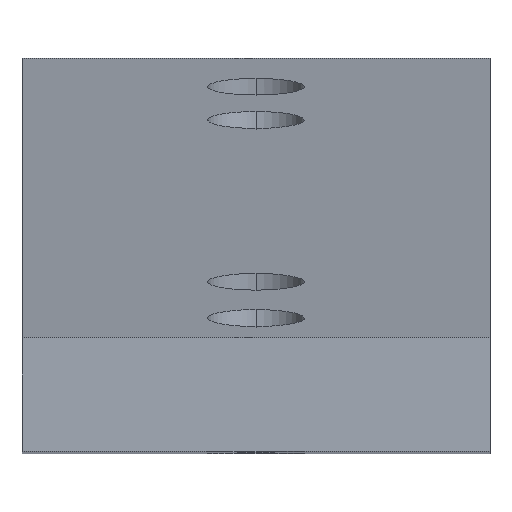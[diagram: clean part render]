
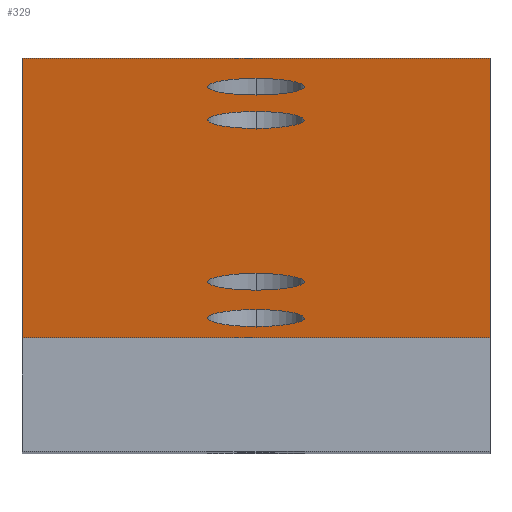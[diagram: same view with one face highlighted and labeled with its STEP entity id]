
A CAD part, top view. The second image highlights one B-rep face of the part: STEP entity #329.
In plain terms, the highlighted planar face has unit normal (0, 0.985, 0.174).
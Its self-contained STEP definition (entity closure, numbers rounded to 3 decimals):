
#3 = ORIENTED_EDGE ( 'NONE', *, *, #313, .F. ) ;
#17 = EDGE_CURVE ( 'NONE', #573, #50, #585, .T. ) ;
#18 = CARTESIAN_POINT ( 'NONE',  ( 0., 24.116, -91.4 ) ) ;
#19 = CARTESIAN_POINT ( 'NONE',  ( -16.5, 27.925, -113. ) ) ;
#21 = CARTESIAN_POINT ( 'NONE',  ( 0., 24.116, -91.4 ) ) ;
#23 = CARTESIAN_POINT ( 'NONE',  ( 16.5, 8., 0. ) ) ;
#25 = ORIENTED_EDGE ( 'NONE', *, *, #302, .T. ) ;
#27 =( BOUNDED_CURVE ( )  B_SPLINE_CURVE ( 3, ( #556, #112, #193, #305 ),
 .UNSPECIFIED., .F., .T. ) 
 B_SPLINE_CURVE_WITH_KNOTS ( ( 4, 4 ),
 ( 0., 3.142 ),
 .UNSPECIFIED. ) 
 CURVE ( )  GEOMETRIC_REPRESENTATION_ITEM ( )  RATIONAL_B_SPLINE_CURVE ( ( 1., 0.333, 0.333, 1. ) ) 
 REPRESENTATION_ITEM ( '' )  );
#28 = AXIS2_PLACEMENT_3D ( 'NONE', #536, #129, #330 ) ;
#48 = EDGE_CURVE ( 'NONE', #344, #52, #260, .T. ) ;
#50 = VERTEX_POINT ( 'NONE', #18 ) ;
#52 = VERTEX_POINT ( 'NONE', #358 ) ;
#65 = DIRECTION ( 'NONE',  ( 0., 0.985, 0.174 ) ) ;
#69 = CARTESIAN_POINT ( 'NONE',  ( 16.5, 27.925, -113. ) ) ;
#79 = LINE ( 'NONE', #69, #455 ) ;
#87 = CARTESIAN_POINT ( 'NONE',  ( 0., 24.116, -91.4 ) ) ;
#92 = CIRCLE ( 'NONE', #453, 3.4 ) ;
#100 = CARTESIAN_POINT ( 'NONE',  ( 0., 25.886, -101.436 ) ) ;
#101 = VERTEX_POINT ( 'NONE', #273 ) ;
#109 = CARTESIAN_POINT ( 'NONE',  ( 16.5, 27.925, -113. ) ) ;
#112 = CARTESIAN_POINT ( 'NONE',  ( -6.8, 8.811, -4.6 ) ) ;
#115 = CARTESIAN_POINT ( 'NONE',  ( 0., 26.476, -104.784 ) ) ;
#116 = ORIENTED_EDGE ( 'NONE', *, *, #254, .F. ) ;
#118 = VECTOR ( 'NONE', #458, 1000. ) ;
#119 = DIRECTION ( 'NONE',  ( 0., 0.985, 0.174 ) ) ;
#120 = EDGE_LOOP ( 'NONE', ( #183, #500, #447, #464 ) ) ;
#122 = CARTESIAN_POINT ( 'NONE',  ( 6.8, 8.811, -4.6 ) ) ;
#129 = DIRECTION ( 'NONE',  ( 0., 0.985, 0.174 ) ) ;
#135 = CARTESIAN_POINT ( 'NONE',  ( -16.5, 27.925, -113. ) ) ;
#137 = CARTESIAN_POINT ( 'NONE',  ( 6.8, 22.917, -84.6 ) ) ;
#157 = DIRECTION ( 'NONE',  ( 0., -0.174, 0.985 ) ) ;
#171 = CARTESIAN_POINT ( 'NONE',  ( 6.8, 10.01, -11.4 ) ) ;
#172 = FACE_BOUND ( 'NONE', #601, .T. ) ;
#183 = ORIENTED_EDGE ( 'NONE', *, *, #632, .T. ) ;
#193 = CARTESIAN_POINT ( 'NONE',  ( -6.8, 10.01, -11.4 ) ) ;
#198 = EDGE_LOOP ( 'NONE', ( #271, #480 ) ) ;
#209 = VERTEX_POINT ( 'NONE', #546 ) ;
#210 = DIRECTION ( 'NONE',  ( 0., -0.174, 0.985 ) ) ;
#216 = DIRECTION ( 'NONE',  ( 0., 0.174, -0.985 ) ) ;
#219 = CARTESIAN_POINT ( 'NONE',  ( 0., 10.01, -11.4 ) ) ;
#233 = EDGE_CURVE ( 'NONE', #306, #344, #249, .T. ) ;
#249 = LINE ( 'NONE', #109, #406 ) ;
#253 = ORIENTED_EDGE ( 'NONE', *, *, #583, .T. ) ;
#254 = EDGE_CURVE ( 'NONE', #456, #373, #571, .T. ) ;
#255 = DIRECTION ( 'NONE',  ( 0., -0.174, 0.985 ) ) ;
#260 = LINE ( 'NONE', #23, #118 ) ;
#262 = DIRECTION ( 'NONE',  ( 0., -0.174, 0.985 ) ) ;
#271 = ORIENTED_EDGE ( 'NONE', *, *, #481, .T. ) ;
#273 = CARTESIAN_POINT ( 'NONE',  ( 0., 11.404, -19.303 ) ) ;
#287 = AXIS2_PLACEMENT_3D ( 'NONE', #348, #554, #301 ) ;
#301 = DIRECTION ( 'NONE',  ( 0., -0.174, 0.985 ) ) ;
#302 = EDGE_CURVE ( 'NONE', #503, #333, #27, .T. ) ;
#305 = CARTESIAN_POINT ( 'NONE',  ( 0., 10.01, -11.4 ) ) ;
#306 = VERTEX_POINT ( 'NONE', #505 ) ;
#311 = CARTESIAN_POINT ( 'NONE',  ( -6.8, 24.116, -91.4 ) ) ;
#312 = AXIS2_PLACEMENT_3D ( 'NONE', #460, #119, #262 ) ;
#313 = EDGE_CURVE ( 'NONE', #373, #456, #92, .T. ) ;
#314 = FACE_BOUND ( 'NONE', #335, .T. ) ;
#315 =( BOUNDED_CURVE ( )  B_SPLINE_CURVE ( 3, ( #87, #526, #137, #477 ),
 .UNSPECIFIED., .F., .T. ) 
 B_SPLINE_CURVE_WITH_KNOTS ( ( 4, 4 ),
 ( 3.142, 6.283 ),
 .UNSPECIFIED. ) 
 CURVE ( )  GEOMETRIC_REPRESENTATION_ITEM ( )  RATIONAL_B_SPLINE_CURVE ( ( 1., 0.333, 0.333, 1. ) ) 
 REPRESENTATION_ITEM ( '' )  );
#320 = ORIENTED_EDGE ( 'NONE', *, *, #411, .F. ) ;
#329 = ADVANCED_FACE ( 'NONE', ( #172, #565, #314, #611, #518 ), #515, .F. ) ;
#330 = DIRECTION ( 'NONE',  ( 0., -0.174, 0.985 ) ) ;
#333 = VERTEX_POINT ( 'NONE', #219 ) ;
#334 = EDGE_CURVE ( 'NONE', #101, #209, #465, .T. ) ;
#335 = EDGE_LOOP ( 'NONE', ( #588, #320 ) ) ;
#344 = VERTEX_POINT ( 'NONE', #359 ) ;
#348 = CARTESIAN_POINT ( 'NONE',  ( 0., 25.886, -101.436 ) ) ;
#350 = DIRECTION ( 'NONE',  ( 0., -0.985, -0.174 ) ) ;
#355 = CARTESIAN_POINT ( 'NONE',  ( -6.8, 22.917, -84.6 ) ) ;
#358 = CARTESIAN_POINT ( 'NONE',  ( -16.5, 8., 0. ) ) ;
#359 = CARTESIAN_POINT ( 'NONE',  ( 16.5, 8., 0. ) ) ;
#361 = DIRECTION ( 'NONE',  ( -1., 0., 0. ) ) ;
#371 = EDGE_CURVE ( 'NONE', #306, #422, #79, .T. ) ;
#373 = VERTEX_POINT ( 'NONE', #115 ) ;
#400 = CARTESIAN_POINT ( 'NONE',  ( 0., 10.01, -11.4 ) ) ;
#406 = VECTOR ( 'NONE', #157, 1000. ) ;
#408 = CARTESIAN_POINT ( 'NONE',  ( 0., 22.917, -84.6 ) ) ;
#411 = EDGE_CURVE ( 'NONE', #209, #101, #451, .T. ) ;
#422 = VERTEX_POINT ( 'NONE', #135 ) ;
#436 = EDGE_LOOP ( 'NONE', ( #116, #3 ) ) ;
#447 = ORIENTED_EDGE ( 'NONE', *, *, #233, .F. ) ;
#451 = CIRCLE ( 'NONE', #28, 3.4 ) ;
#453 = AXIS2_PLACEMENT_3D ( 'NONE', #100, #65, #255 ) ;
#455 = VECTOR ( 'NONE', #361, 1000. ) ;
#456 = VERTEX_POINT ( 'NONE', #479 ) ;
#458 = DIRECTION ( 'NONE',  ( -1., 0., 0. ) ) ;
#460 = CARTESIAN_POINT ( 'NONE',  ( 0., 11.994, -22.651 ) ) ;
#464 = ORIENTED_EDGE ( 'NONE', *, *, #371, .T. ) ;
#465 = CIRCLE ( 'NONE', #312, 3.4 ) ;
#477 = CARTESIAN_POINT ( 'NONE',  ( 0., 22.917, -84.6 ) ) ;
#479 = CARTESIAN_POINT ( 'NONE',  ( 0., 25.295, -98.087 ) ) ;
#480 = ORIENTED_EDGE ( 'NONE', *, *, #17, .T. ) ;
#481 = EDGE_CURVE ( 'NONE', #50, #573, #315, .T. ) ;
#497 = AXIS2_PLACEMENT_3D ( 'NONE', #568, #350, #216 ) ;
#500 = ORIENTED_EDGE ( 'NONE', *, *, #48, .F. ) ;
#503 = VERTEX_POINT ( 'NONE', #633 ) ;
#504 = LINE ( 'NONE', #19, #614 ) ;
#505 = CARTESIAN_POINT ( 'NONE',  ( 16.5, 27.925, -113. ) ) ;
#515 = PLANE ( 'NONE',  #497 ) ;
#517 = CARTESIAN_POINT ( 'NONE',  ( 0., 22.917, -84.6 ) ) ;
#518 = FACE_OUTER_BOUND ( 'NONE', #120, .T. ) ;
#526 = CARTESIAN_POINT ( 'NONE',  ( 6.8, 24.116, -91.4 ) ) ;
#536 = CARTESIAN_POINT ( 'NONE',  ( 0., 11.994, -22.651 ) ) ;
#546 = CARTESIAN_POINT ( 'NONE',  ( 0., 12.584, -25.999 ) ) ;
#554 = DIRECTION ( 'NONE',  ( 0., 0.985, 0.174 ) ) ;
#556 = CARTESIAN_POINT ( 'NONE',  ( 0., 8.811, -4.6 ) ) ;
#565 = FACE_BOUND ( 'NONE', #198, .T. ) ;
#567 = CARTESIAN_POINT ( 'NONE',  ( 0., 8.811, -4.6 ) ) ;
#568 = CARTESIAN_POINT ( 'NONE',  ( 16.5, 27.925, -113. ) ) ;
#571 = CIRCLE ( 'NONE', #287, 3.4 ) ;
#573 = VERTEX_POINT ( 'NONE', #408 ) ;
#579 =( BOUNDED_CURVE ( )  B_SPLINE_CURVE ( 3, ( #400, #171, #122, #567 ),
 .UNSPECIFIED., .F., .T. ) 
 B_SPLINE_CURVE_WITH_KNOTS ( ( 4, 4 ),
 ( 3.142, 6.283 ),
 .UNSPECIFIED. ) 
 CURVE ( )  GEOMETRIC_REPRESENTATION_ITEM ( )  RATIONAL_B_SPLINE_CURVE ( ( 1., 0.333, 0.333, 1. ) ) 
 REPRESENTATION_ITEM ( '' )  );
#583 = EDGE_CURVE ( 'NONE', #333, #503, #579, .T. ) ;
#585 =( BOUNDED_CURVE ( )  B_SPLINE_CURVE ( 3, ( #517, #355, #311, #21 ),
 .UNSPECIFIED., .F., .T. ) 
 B_SPLINE_CURVE_WITH_KNOTS ( ( 4, 4 ),
 ( 0., 3.142 ),
 .UNSPECIFIED. ) 
 CURVE ( )  GEOMETRIC_REPRESENTATION_ITEM ( )  RATIONAL_B_SPLINE_CURVE ( ( 1., 0.333, 0.333, 1. ) ) 
 REPRESENTATION_ITEM ( '' )  );
#588 = ORIENTED_EDGE ( 'NONE', *, *, #334, .F. ) ;
#601 = EDGE_LOOP ( 'NONE', ( #253, #25 ) ) ;
#611 = FACE_BOUND ( 'NONE', #436, .T. ) ;
#614 = VECTOR ( 'NONE', #210, 1000. ) ;
#632 = EDGE_CURVE ( 'NONE', #422, #52, #504, .T. ) ;
#633 = CARTESIAN_POINT ( 'NONE',  ( 0., 8.811, -4.6 ) ) ;
